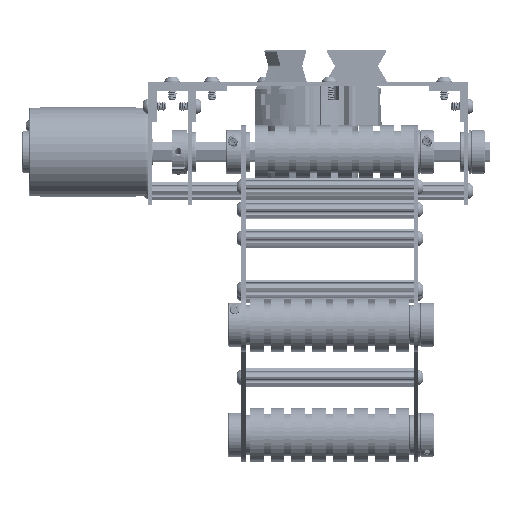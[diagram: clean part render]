
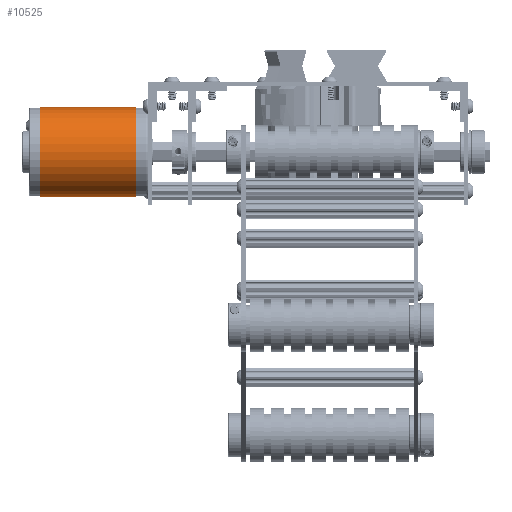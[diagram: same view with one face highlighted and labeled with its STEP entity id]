
A CAD part, left-side view. The second image highlights one B-rep face of the part: STEP entity #10525.
In plain terms, the highlighted cylindrical face has radius 32.004 mm (diameter 64.008 mm), a full revolution.
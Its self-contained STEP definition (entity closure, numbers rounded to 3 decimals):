
#1500=FACE_OUTER_BOUND('',#2123,.T.);
#2123=EDGE_LOOP('',(#8484,#8485,#8486,#8487,#8488,#8489));
#2973=LINE('',#16915,#3830);
#3830=VECTOR('',#13622,32.004);
#4463=CIRCLE('',#11537,32.004);
#4464=CIRCLE('',#11538,32.004);
#4465=CIRCLE('',#11539,32.004);
#4466=CIRCLE('',#11540,32.004);
#5157=VERTEX_POINT('',#16910);
#5158=VERTEX_POINT('',#16911);
#5159=VERTEX_POINT('',#16914);
#5160=VERTEX_POINT('',#16916);
#6364=EDGE_CURVE('',#5157,#5158,#4463,.T.);
#6365=EDGE_CURVE('',#5158,#5157,#4464,.T.);
#6366=EDGE_CURVE('',#5158,#5159,#2973,.T.);
#6367=EDGE_CURVE('',#5159,#5160,#4465,.T.);
#6368=EDGE_CURVE('',#5160,#5159,#4466,.T.);
#8484=ORIENTED_EDGE('',*,*,#6364,.F.);
#8485=ORIENTED_EDGE('',*,*,#6365,.F.);
#8486=ORIENTED_EDGE('',*,*,#6366,.T.);
#8487=ORIENTED_EDGE('',*,*,#6367,.T.);
#8488=ORIENTED_EDGE('',*,*,#6368,.T.);
#8489=ORIENTED_EDGE('',*,*,#6366,.F.);
#10158=CYLINDRICAL_SURFACE('',#11536,32.004);
#10525=ADVANCED_FACE('',(#1500),#10158,.T.);
#11536=AXIS2_PLACEMENT_3D('',#16909,#13616,#13617);
#11537=AXIS2_PLACEMENT_3D('',#16912,#13618,#13619);
#11538=AXIS2_PLACEMENT_3D('',#16913,#13620,#13621);
#11539=AXIS2_PLACEMENT_3D('',#16917,#13623,#13624);
#11540=AXIS2_PLACEMENT_3D('',#16918,#13625,#13626);
#13616=DIRECTION('center_axis',(1.,0.,0.));
#13617=DIRECTION('ref_axis',(0.,0.,-1.));
#13618=DIRECTION('center_axis',(1.,0.,0.));
#13619=DIRECTION('ref_axis',(0.,0.,-1.));
#13620=DIRECTION('center_axis',(1.,0.,0.));
#13621=DIRECTION('ref_axis',(0.,0.,-1.));
#13622=DIRECTION('',(-1.,0.,0.));
#13623=DIRECTION('center_axis',(1.,0.,0.));
#13624=DIRECTION('ref_axis',(0.,0.,-1.));
#13625=DIRECTION('center_axis',(1.,0.,0.));
#13626=DIRECTION('ref_axis',(0.,0.,-1.));
#16909=CARTESIAN_POINT('Origin',(0.,0.,0.));
#16910=CARTESIAN_POINT('',(76.986,0.,-32.004));
#16911=CARTESIAN_POINT('',(76.986,0.,32.004));
#16912=CARTESIAN_POINT('Origin',(76.986,0.,0.));
#16913=CARTESIAN_POINT('Origin',(76.986,0.,0.));
#16914=CARTESIAN_POINT('',(8.23,0.,32.004));
#16915=CARTESIAN_POINT('',(0.,0.,32.004));
#16916=CARTESIAN_POINT('',(8.23,0.,-32.004));
#16917=CARTESIAN_POINT('Origin',(8.23,0.,0.));
#16918=CARTESIAN_POINT('Origin',(8.23,0.,0.));
